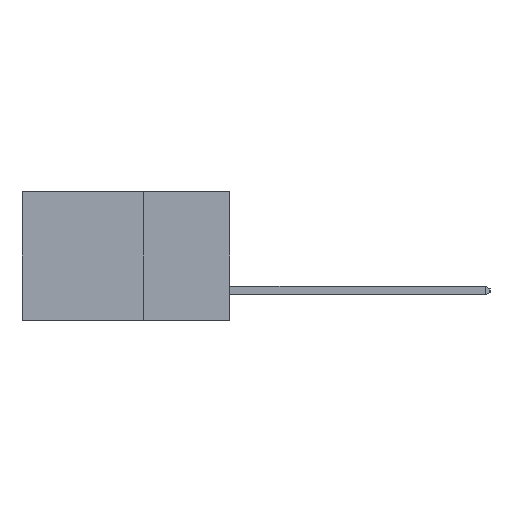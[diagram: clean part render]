
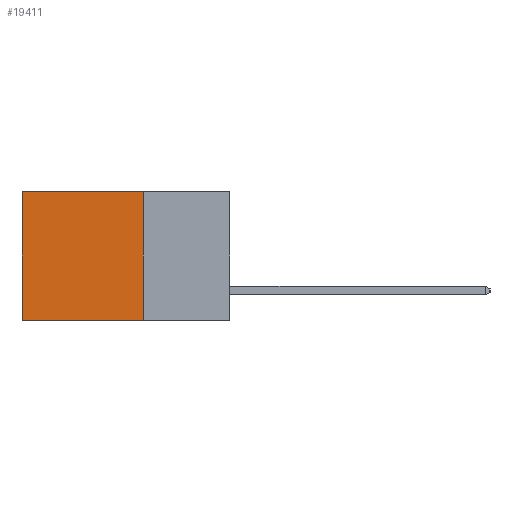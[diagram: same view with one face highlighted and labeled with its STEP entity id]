
A CAD part, left-side view. The second image highlights one B-rep face of the part: STEP entity #19411.
In plain terms, the highlighted planar face has unit normal (-1, 0, 0).
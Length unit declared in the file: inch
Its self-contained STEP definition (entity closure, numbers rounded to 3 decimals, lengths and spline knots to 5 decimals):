
#981 = DIRECTION ( 'NONE',  ( 0., 0., -1. ) ) ;
#1815 = VECTOR ( 'NONE', #5148, 39.37008 ) ;
#2422 = DIRECTION ( 'NONE',  ( 1., 0., 0. ) ) ;
#3173 = CARTESIAN_POINT ( 'NONE',  ( 0.298, 0.25, 0. ) ) ;
#3479 = DIRECTION ( 'NONE',  ( 0., 1., 0. ) ) ;
#4317 = EDGE_CURVE ( 'NONE', #10389, #20420, #22342, .T. ) ;
#5148 = DIRECTION ( 'NONE',  ( 0., 0., -1. ) ) ;
#5175 = LINE ( 'NONE', #5418, #13929 ) ;
#5418 = CARTESIAN_POINT ( 'NONE',  ( 0.298, 0.25, -0.37 ) ) ;
#5963 = EDGE_CURVE ( 'NONE', #10389, #19878, #7127, .T. ) ;
#6354 = PLANE ( 'NONE',  #14791 ) ;
#6448 = EDGE_CURVE ( 'NONE', #20420, #8545, #26077, .T. ) ;
#7127 = LINE ( 'NONE', #12652, #1815 ) ;
#8545 = VERTEX_POINT ( 'NONE', #23072 ) ;
#8638 = CARTESIAN_POINT ( 'NONE',  ( 0.298, 0.6, 0. ) ) ;
#10389 = VERTEX_POINT ( 'NONE', #3173 ) ;
#11712 = ORIENTED_EDGE ( 'NONE', *, *, #5963, .F. ) ;
#12652 = CARTESIAN_POINT ( 'NONE',  ( 0.298, 0.25, 0. ) ) ;
#13929 = VECTOR ( 'NONE', #3479, 39.37008 ) ;
#14429 = CARTESIAN_POINT ( 'NONE',  ( 0.298, 0.25, 0. ) ) ;
#14791 = AXIS2_PLACEMENT_3D ( 'NONE', #14429, #2422, #16448 ) ;
#16298 = VECTOR ( 'NONE', #21896, 39.37008 ) ;
#16448 = DIRECTION ( 'NONE',  ( 0., 0., -1. ) ) ;
#16566 = CARTESIAN_POINT ( 'NONE',  ( 0.298, 0.6, 0. ) ) ;
#17891 = CARTESIAN_POINT ( 'NONE',  ( 0.298, 0.25, 0. ) ) ;
#19411 = ADVANCED_FACE ( 'NONE', ( #22305 ), #6354, .F. ) ;
#19878 = VERTEX_POINT ( 'NONE', #23196 ) ;
#19925 = ORIENTED_EDGE ( 'NONE', *, *, #4317, .T. ) ;
#20008 = VECTOR ( 'NONE', #981, 39.37008 ) ;
#20420 = VERTEX_POINT ( 'NONE', #16566 ) ;
#20491 = ORIENTED_EDGE ( 'NONE', *, *, #21250, .F. ) ;
#21250 = EDGE_CURVE ( 'NONE', #19878, #8545, #5175, .T. ) ;
#21896 = DIRECTION ( 'NONE',  ( 0., 1., 0. ) ) ;
#22305 = FACE_OUTER_BOUND ( 'NONE', #25765, .T. ) ;
#22342 = LINE ( 'NONE', #17891, #16298 ) ;
#23050 = ORIENTED_EDGE ( 'NONE', *, *, #6448, .T. ) ;
#23072 = CARTESIAN_POINT ( 'NONE',  ( 0.298, 0.6, -0.37 ) ) ;
#23196 = CARTESIAN_POINT ( 'NONE',  ( 0.298, 0.25, -0.37 ) ) ;
#25765 = EDGE_LOOP ( 'NONE', ( #23050, #20491, #11712, #19925 ) ) ;
#26077 = LINE ( 'NONE', #8638, #20008 ) ;
